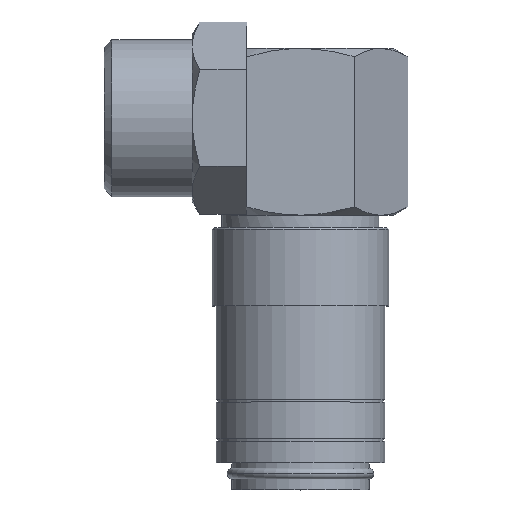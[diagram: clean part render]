
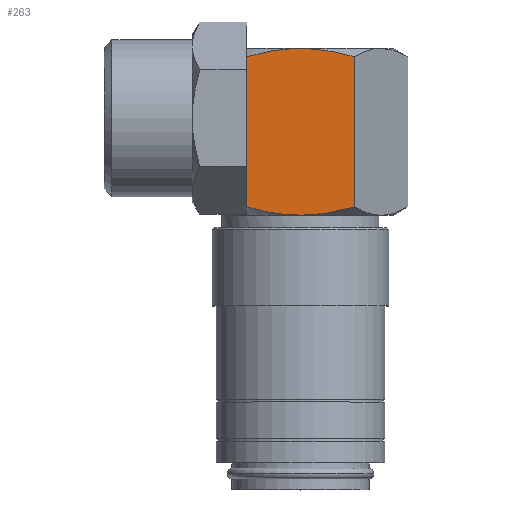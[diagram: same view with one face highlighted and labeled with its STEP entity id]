
A CAD part, top view. The second image highlights one B-rep face of the part: STEP entity #263.
In plain terms, the highlighted planar face has unit normal (0, 0, 1).
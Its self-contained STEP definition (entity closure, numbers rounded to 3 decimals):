
#263=ADVANCED_FACE('',(#537),#538,.T.);
#537=FACE_OUTER_BOUND('',#816,.T.);
#538=PLANE('',#817);
#816=EDGE_LOOP('',(#1487,#1488,#1489,#1490,#1491,#1492));
#817=AXIS2_PLACEMENT_3D('',#1493,#1494,#1495);
#1487=ORIENTED_EDGE('',*,*,#1754,.F.);
#1488=ORIENTED_EDGE('',*,*,#1640,.T.);
#1489=ORIENTED_EDGE('',*,*,#1839,.F.);
#1490=ORIENTED_EDGE('',*,*,#1681,.F.);
#1491=ORIENTED_EDGE('',*,*,#1772,.F.);
#1492=ORIENTED_EDGE('',*,*,#1851,.F.);
#1493=CARTESIAN_POINT('',(0.,46.0,9.5));
#1494=DIRECTION('',(0.,0.0,1.0));
#1495=DIRECTION('',(-1.0,0.,0.));
#1640=EDGE_CURVE('',#1961,#1959,#1962,.T.);
#1681=EDGE_CURVE('',#2023,#2025,#2026,.T.);
#1754=EDGE_CURVE('',#1961,#2040,#2133,.T.);
#1772=EDGE_CURVE('',#2154,#2023,#2156,.T.);
#1839=EDGE_CURVE('',#2025,#1959,#2240,.T.);
#1851=EDGE_CURVE('',#2040,#2154,#2254,.T.);
#1959=VERTEX_POINT('',#2448);
#1961=VERTEX_POINT('',#2461);
#1962=LINE('',#2462,#2463);
#2023=VERTEX_POINT('',#2636);
#2025=VERTEX_POINT('',#2649);
#2026=(B_SPLINE_CURVE(2,(#2651,#2652,#2653,#2654,#2655),.UNSPECIFIED.,.F.,.F.)B_SPLINE_CURVE_WITH_KNOTS((3,2,3),(0.0,5.57,11.14),.UNSPECIFIED.)RATIONAL_B_SPLINE_CURVE((1.0,1.038,1.0,1.038,1.0))BOUNDED_CURVE()REPRESENTATION_ITEM('')GEOMETRIC_REPRESENTATION_ITEM()CURVE());
#2040=VERTEX_POINT('',#2679);
#2133=(B_SPLINE_CURVE(2,(#2834,#2835,#2836,#2837,#2838),.UNSPECIFIED.,.F.,.F.)B_SPLINE_CURVE_WITH_KNOTS((3,2,3),(0.0,5.57,11.14),.UNSPECIFIED.)RATIONAL_B_SPLINE_CURVE((1.0,1.038,1.0,1.038,1.0))BOUNDED_CURVE()REPRESENTATION_ITEM('')GEOMETRIC_REPRESENTATION_ITEM()CURVE());
#2154=VERTEX_POINT('',#2868);
#2156=LINE('',#2881,#2882);
#2240=(B_SPLINE_CURVE(2,(#3064,#3065,#3066,#3067,#3068),.UNSPECIFIED.,.F.,.F.)B_SPLINE_CURVE_WITH_KNOTS((3,2,3),(0.0,5.57,11.14),.UNSPECIFIED.)RATIONAL_B_SPLINE_CURVE((1.0,1.038,1.0,1.038,1.0))BOUNDED_CURVE()REPRESENTATION_ITEM('')GEOMETRIC_REPRESENTATION_ITEM()CURVE());
#2254=(B_SPLINE_CURVE(2,(#3100,#3101,#3102,#3103,#3104),.UNSPECIFIED.,.F.,.F.)B_SPLINE_CURVE_WITH_KNOTS((3,2,3),(0.0,5.57,11.14),.UNSPECIFIED.)RATIONAL_B_SPLINE_CURVE((1.0,1.038,1.0,1.038,1.0))BOUNDED_CURVE()REPRESENTATION_ITEM('')GEOMETRIC_REPRESENTATION_ITEM()CURVE());
#2448=CARTESIAN_POINT('',(-5.485,28.849,9.5));
#2461=CARTESIAN_POINT('',(-5.485,44.151,9.5));
#2462=CARTESIAN_POINT('',(-5.485,46.0,9.5));
#2463=VECTOR('',#3203,1.0);
#2636=CARTESIAN_POINT('',(5.485,28.849,9.5));
#2649=CARTESIAN_POINT('',(0.,28.0,9.5));
#2651=CARTESIAN_POINT('',(5.491,28.85,9.5));
#2652=CARTESIAN_POINT('',(2.548,28.0,9.5));
#2653=CARTESIAN_POINT('',(0.,28.0,9.5));
#2654=CARTESIAN_POINT('',(-2.548,28.0,9.5));
#2655=CARTESIAN_POINT('',(-5.491,28.85,9.5));
#2679=CARTESIAN_POINT('',(0.,45.0,9.5));
#2834=CARTESIAN_POINT('',(-5.491,44.15,9.5));
#2835=CARTESIAN_POINT('',(-2.548,45.0,9.5));
#2836=CARTESIAN_POINT('',(0.,45.0,9.5));
#2837=CARTESIAN_POINT('',(2.548,45.0,9.5));
#2838=CARTESIAN_POINT('',(5.491,44.15,9.5));
#2868=CARTESIAN_POINT('',(5.485,44.151,9.5));
#2881=CARTESIAN_POINT('',(5.485,46.0,9.5));
#2882=VECTOR('',#3381,1.0);
#3064=CARTESIAN_POINT('',(5.491,28.85,9.5));
#3065=CARTESIAN_POINT('',(2.548,28.0,9.5));
#3066=CARTESIAN_POINT('',(0.,28.0,9.5));
#3067=CARTESIAN_POINT('',(-2.548,28.0,9.5));
#3068=CARTESIAN_POINT('',(-5.491,28.85,9.5));
#3100=CARTESIAN_POINT('',(-5.491,44.15,9.5));
#3101=CARTESIAN_POINT('',(-2.548,45.0,9.5));
#3102=CARTESIAN_POINT('',(0.,45.0,9.5));
#3103=CARTESIAN_POINT('',(2.548,45.0,9.5));
#3104=CARTESIAN_POINT('',(5.491,44.15,9.5));
#3203=DIRECTION('',(0.,-1.0,0.));
#3381=DIRECTION('',(0.,-1.0,0.));
